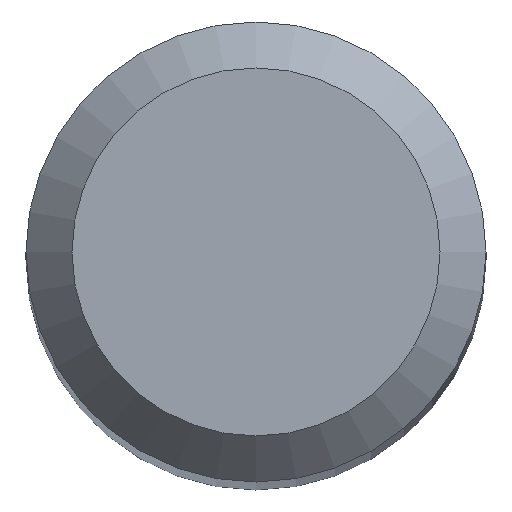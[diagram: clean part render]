
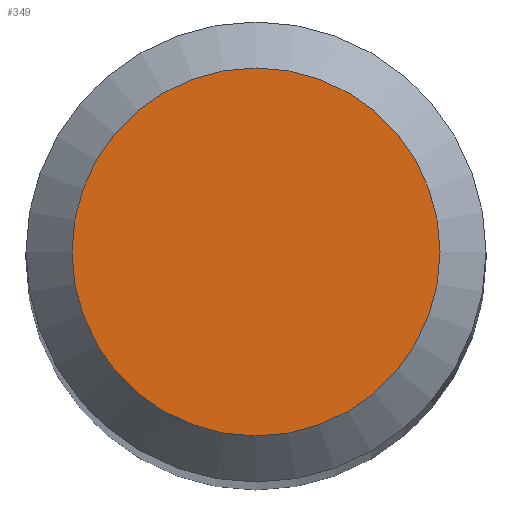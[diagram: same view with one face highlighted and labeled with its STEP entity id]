
A CAD part, top view. The second image highlights one B-rep face of the part: STEP entity #349.
In plain terms, the highlighted planar face has unit normal (0, 0, 1).
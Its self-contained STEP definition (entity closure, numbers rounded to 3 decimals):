
#16 = DIRECTION ( 'NONE',  ( 0., 0., -1. ) ) ;
#38 = EDGE_CURVE ( 'NONE', #53, #53, #370, .T. ) ;
#53 = VERTEX_POINT ( 'NONE', #171 ) ;
#65 = AXIS2_PLACEMENT_3D ( 'NONE', #276, #16, #305 ) ;
#116 = DIRECTION ( 'NONE',  ( 0., 0., 1. ) ) ;
#128 = AXIS2_PLACEMENT_3D ( 'NONE', #150, #116, #297 ) ;
#150 = CARTESIAN_POINT ( 'NONE',  ( 0., 0., 38. ) ) ;
#171 = CARTESIAN_POINT ( 'NONE',  ( 1.2, 0., 38. ) ) ;
#191 = ORIENTED_EDGE ( 'NONE', *, *, #38, .T. ) ;
#276 = CARTESIAN_POINT ( 'NONE',  ( 0., 1.2, 38. ) ) ;
#280 = EDGE_LOOP ( 'NONE', ( #191 ) ) ;
#297 = DIRECTION ( 'NONE',  ( 1., 0., 0. ) ) ;
#302 = PLANE ( 'NONE',  #65 ) ;
#305 = DIRECTION ( 'NONE',  ( -1., 0., 0. ) ) ;
#336 = FACE_OUTER_BOUND ( 'NONE', #280, .T. ) ;
#349 = ADVANCED_FACE ( 'NONE', ( #336 ), #302, .F. ) ;
#370 = CIRCLE ( 'NONE', #128, 1.2 ) ;
